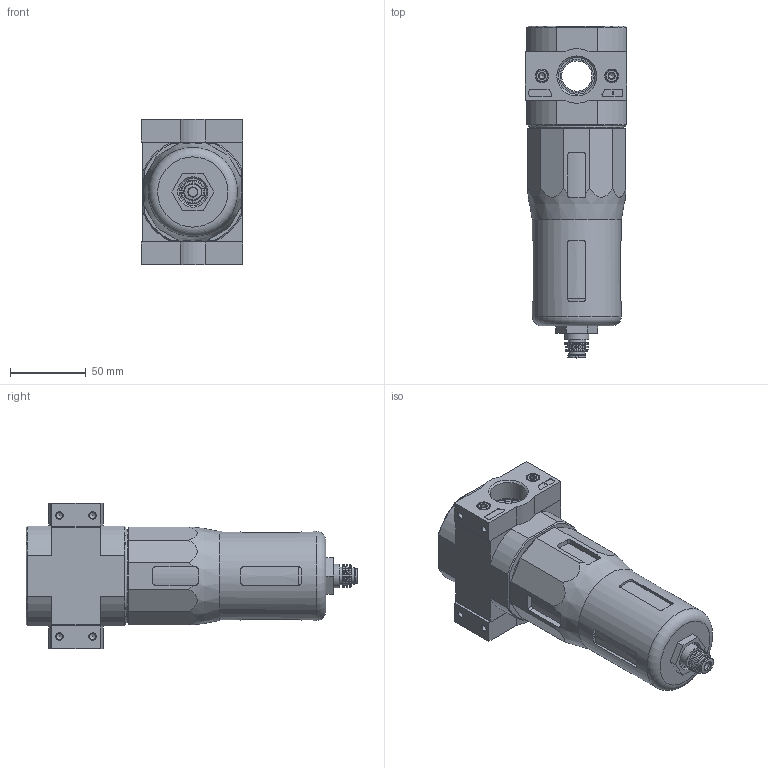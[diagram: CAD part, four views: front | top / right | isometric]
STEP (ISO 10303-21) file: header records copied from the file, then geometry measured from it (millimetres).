
FILE_DESCRIPTION(/* description */ ('STEP AP214'),/* implementation_level */ '2;1');
FILE_NAME(/* name */ '162624_LF-3_4-D-5M-MAXI-A',/* time_stamp */ '2024-08-29T21:25:26+02:00',/* author */ ('License CC BY-ND 4.0'),/* organization */ ('CADENAS'),/* preprocessor_version */ 'ST-DEVELOPER v19.3',/* originating_system */ 'PARTsolutions',/* authorisation */ ' ');
FILE_SCHEMA (('AUTOMOTIVE_DESIGN {1 0 10303 214 3 1 1}'));
Length unit declared in the file: millimetre
Products named in the file (7): 162624 LF-3/4-D-5M-MAXI-A; 127316 LF-D-5M-MAXI-A; 373059 LF-D-MAXI; 380309 PBL-3/4-D-MAXI-L---(1) p1; DIN-912 - M5x20(F); 380311 PBL-3/4-D-MAXI-R---(0) p1; 526489 MS4-LFR-V
Assembly tree (10 placements, depth 2):
  162624 LF-3/4-D-5M-MAXI-A
    127316 LF-D-5M-MAXI-A
    373059 LF-D-MAXI  x2
    380309 PBL-3/4-D-MAXI-L---(1) p1
    DIN-912 - M5x20(F)  x4
    380311 PBL-3/4-D-MAXI-R---(0) p1
    526489 MS4-LFR-V
Bounding box: 67.1 x 219.22 x 96 mm (x, y, z)
Volume: 679913.9 mm3; surface area: 83579.7 mm2
Topology: 10 solids, 10 shells, 472 faces, 1081 edges, 669 vertices
Faces by surface type: plane 221, cylinder 115, cone 104, torus 32
Full cylindrical faces by diameter (mm): 4.134 x8, 5 x4, 6 x1, 7 x4, 7.3 x2, 8.5 x4, 11 x1, 11.4 x1, 11.6 x1, 11.8 x1, 15.8 x1, 18 x1, 22 x1, 24.117 x2, 30 x2, 58.8 x1, 62 x2
Entity records: 12176 total; most frequent: CARTESIAN_POINT 2225, DIRECTION 1694, ORIENTED_EDGE 1556, EDGE_CURVE 778, AXIS2_PLACEMENT_3D 660, VERTEX_POINT 559, FACE_BOUND 533, EDGE_LOOP 526
